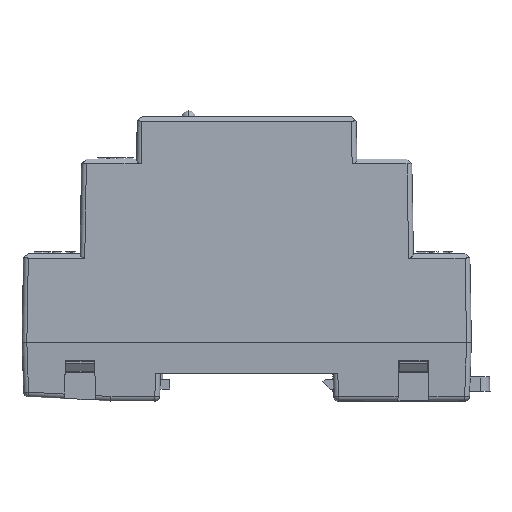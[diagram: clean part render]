
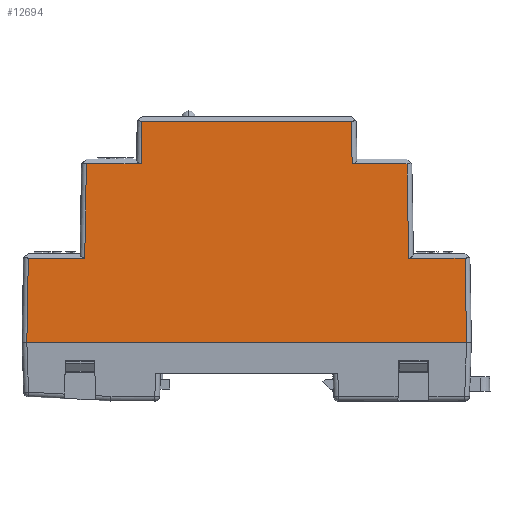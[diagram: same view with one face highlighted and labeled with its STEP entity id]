
A CAD part, left-side view. The second image highlights one B-rep face of the part: STEP entity #12694.
In plain terms, the highlighted planar face has unit normal (-1, 0, 0.018).
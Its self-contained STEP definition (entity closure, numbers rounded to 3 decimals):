
#75 = VERTEX_POINT ( 'NONE', #20883 ) ;
#452 = DIRECTION ( 'NONE',  ( 0.017, 0.017, 1. ) ) ;
#526 = VECTOR ( 'NONE', #24358, 1000. ) ;
#563 = VERTEX_POINT ( 'NONE', #31836 ) ;
#1615 = EDGE_CURVE ( 'NONE', #23934, #6373, #6496, .T. ) ;
#1680 = EDGE_CURVE ( 'NONE', #17977, #22840, #33086, .T. ) ;
#2508 = CARTESIAN_POINT ( 'NONE',  ( -8.201, 21.664, 45.8 ) ) ;
#3120 = CARTESIAN_POINT ( 'NONE',  ( -9., 46.5, 0. ) ) ;
#4353 = CARTESIAN_POINT ( 'NONE',  ( -8.354, -21.818, 36.982 ) ) ;
#4486 = FACE_OUTER_BOUND ( 'NONE', #31053, .T. ) ;
#4544 = DIRECTION ( 'NONE',  ( -0.017, 0.017, -1. ) ) ;
#4892 = VECTOR ( 'NONE', #4544, 1000. ) ;
#4987 = VECTOR ( 'NONE', #21119, 1000. ) ;
#5426 = VECTOR ( 'NONE', #24110, 1000. ) ;
#5548 = VERTEX_POINT ( 'NONE', #15677 ) ;
#6373 = VERTEX_POINT ( 'NONE', #33802 ) ;
#6422 = VECTOR ( 'NONE', #25198, 1000. ) ;
#6496 = LINE ( 'NONE', #29986, #27475 ) ;
#6763 = ORIENTED_EDGE ( 'NONE', *, *, #32125, .T. ) ;
#7510 = LINE ( 'NONE', #13349, #6422 ) ;
#7632 = VECTOR ( 'NONE', #14869, 1000. ) ;
#7728 = LINE ( 'NONE', #34504, #25631 ) ;
#8215 = VERTEX_POINT ( 'NONE', #38230 ) ;
#8942 = VECTOR ( 'NONE', #23210, 1000. ) ;
#9387 = CARTESIAN_POINT ( 'NONE',  ( -9., -45.5, 0. ) ) ;
#9715 = CARTESIAN_POINT ( 'NONE',  ( -8.695, -33.518, 17.482 ) ) ;
#10204 = ORIENTED_EDGE ( 'NONE', *, *, #28909, .T. ) ;
#10503 = VECTOR ( 'NONE', #32221, 1000. ) ;
#11252 = LINE ( 'NONE', #31832, #10503 ) ;
#11263 = ORIENTED_EDGE ( 'NONE', *, *, #34687, .T. ) ;
#12300 = VERTEX_POINT ( 'NONE', #4353 ) ;
#12348 = EDGE_CURVE ( 'NONE', #12300, #75, #22436, .T. ) ;
#12694 = ADVANCED_FACE ( 'NONE', ( #4486 ), #15969, .T. ) ;
#13293 = VECTOR ( 'NONE', #21179, 1000. ) ;
#13349 = CARTESIAN_POINT ( 'NONE',  ( -8.695, 46.177, 17.5 ) ) ;
#14869 = DIRECTION ( 'NONE',  ( 0.017, 0.017, 1. ) ) ;
#14970 = VERTEX_POINT ( 'NONE', #38192 ) ;
#15016 = ORIENTED_EDGE ( 'NONE', *, *, #27450, .T. ) ;
#15677 = CARTESIAN_POINT ( 'NONE',  ( -8.695, 33.518, 17.5 ) ) ;
#15969 = PLANE ( 'NONE',  #29654 ) ;
#17161 = CARTESIAN_POINT ( 'NONE',  ( -8.201, -21.664, 45.783 ) ) ;
#17774 = CARTESIAN_POINT ( 'NONE',  ( -8.695, -45.195, 17.465 ) ) ;
#17977 = VERTEX_POINT ( 'NONE', #9387 ) ;
#18015 = ORIENTED_EDGE ( 'NONE', *, *, #36905, .T. ) ;
#18068 = CARTESIAN_POINT ( 'NONE',  ( -8.201, 22.646, 45.8 ) ) ;
#18432 = LINE ( 'NONE', #18068, #13293 ) ;
#18918 = CARTESIAN_POINT ( 'NONE',  ( -8.695, 33.518, 17.483 ) ) ;
#19493 = EDGE_CURVE ( 'NONE', #34770, #14970, #37248, .T. ) ;
#19583 = DIRECTION ( 'NONE',  ( 0., 1., 0. ) ) ;
#20697 = VERTEX_POINT ( 'NONE', #34375 ) ;
#20883 = CARTESIAN_POINT ( 'NONE',  ( -8.201, -21.664, 45.8 ) ) ;
#21119 = DIRECTION ( 'NONE',  ( 0., 1., 0. ) ) ;
#21179 = DIRECTION ( 'NONE',  ( 0., 1., 0. ) ) ;
#22008 = DIRECTION ( 'NONE',  ( 0.017, 0., 1. ) ) ;
#22436 = LINE ( 'NONE', #17161, #8942 ) ;
#22840 = VERTEX_POINT ( 'NONE', #28142 ) ;
#23210 = DIRECTION ( 'NONE',  ( 0.017, 0.017, 1. ) ) ;
#23226 = ORIENTED_EDGE ( 'NONE', *, *, #19493, .T. ) ;
#23459 = CARTESIAN_POINT ( 'NONE',  ( -8.695, -34.5, 17.482 ) ) ;
#23934 = VERTEX_POINT ( 'NONE', #9715 ) ;
#24110 = DIRECTION ( 'NONE',  ( 0., 1., 0. ) ) ;
#24358 = DIRECTION ( 'NONE',  ( -0.017, 0.017, -1. ) ) ;
#24546 = CARTESIAN_POINT ( 'NONE',  ( -9., 46.5, 0. ) ) ;
#24593 = ORIENTED_EDGE ( 'NONE', *, *, #33048, .T. ) ;
#25198 = DIRECTION ( 'NONE',  ( 0., 1., 0. ) ) ;
#25339 = LINE ( 'NONE', #31145, #4892 ) ;
#25410 = DIRECTION ( 'NONE',  ( -0.017, 0.017, -1. ) ) ;
#25631 = VECTOR ( 'NONE', #19583, 1000. ) ;
#26166 = LINE ( 'NONE', #23459, #4987 ) ;
#26419 = EDGE_CURVE ( 'NONE', #22840, #23934, #26166, .T. ) ;
#27450 = EDGE_CURVE ( 'NONE', #6373, #12300, #7728, .T. ) ;
#27475 = VECTOR ( 'NONE', #452, 1000. ) ;
#28142 = CARTESIAN_POINT ( 'NONE',  ( -8.695, -45.195, 17.482 ) ) ;
#28909 = EDGE_CURVE ( 'NONE', #75, #34770, #18432, .T. ) ;
#29046 = ORIENTED_EDGE ( 'NONE', *, *, #12348, .T. ) ;
#29654 = AXIS2_PLACEMENT_3D ( 'NONE', #24546, #33620, #22008 ) ;
#29986 = CARTESIAN_POINT ( 'NONE',  ( -8.355, -33.178, 36.965 ) ) ;
#30192 = EDGE_CURVE ( 'NONE', #17977, #563, #32638, .T. ) ;
#31053 = EDGE_LOOP ( 'NONE', ( #31277, #34118, #37359, #33558, #15016, #29046, #10204, #23226, #11263, #24593, #18015, #6763 ) ) ;
#31145 = CARTESIAN_POINT ( 'NONE',  ( -9., 45.5, -0.017 ) ) ;
#31277 = ORIENTED_EDGE ( 'NONE', *, *, #30192, .F. ) ;
#31832 = CARTESIAN_POINT ( 'NONE',  ( -8.354, 34.16, 37. ) ) ;
#31836 = CARTESIAN_POINT ( 'NONE',  ( -9., 45.5, 0. ) ) ;
#32125 = EDGE_CURVE ( 'NONE', #20697, #563, #25339, .T. ) ;
#32221 = DIRECTION ( 'NONE',  ( 0., 1., 0. ) ) ;
#32638 = LINE ( 'NONE', #3120, #5426 ) ;
#33048 = EDGE_CURVE ( 'NONE', #8215, #5548, #36574, .T. ) ;
#33086 = LINE ( 'NONE', #17774, #7632 ) ;
#33558 = ORIENTED_EDGE ( 'NONE', *, *, #1615, .T. ) ;
#33620 = DIRECTION ( 'NONE',  ( -1., 0., 0.017 ) ) ;
#33802 = CARTESIAN_POINT ( 'NONE',  ( -8.354, -33.178, 36.982 ) ) ;
#34118 = ORIENTED_EDGE ( 'NONE', *, *, #1680, .T. ) ;
#34375 = CARTESIAN_POINT ( 'NONE',  ( -8.695, 45.195, 17.5 ) ) ;
#34504 = CARTESIAN_POINT ( 'NONE',  ( -8.354, -22.8, 36.982 ) ) ;
#34687 = EDGE_CURVE ( 'NONE', #14970, #8215, #11252, .T. ) ;
#34770 = VERTEX_POINT ( 'NONE', #2508 ) ;
#35571 = VECTOR ( 'NONE', #25410, 1000. ) ;
#36574 = LINE ( 'NONE', #18918, #526 ) ;
#36905 = EDGE_CURVE ( 'NONE', #5548, #20697, #7510, .T. ) ;
#37248 = LINE ( 'NONE', #37639, #35571 ) ;
#37359 = ORIENTED_EDGE ( 'NONE', *, *, #26419, .T. ) ;
#37639 = CARTESIAN_POINT ( 'NONE',  ( -8.354, 21.818, 36.983 ) ) ;
#38192 = CARTESIAN_POINT ( 'NONE',  ( -8.354, 21.818, 37. ) ) ;
#38230 = CARTESIAN_POINT ( 'NONE',  ( -8.354, 33.177, 37. ) ) ;
